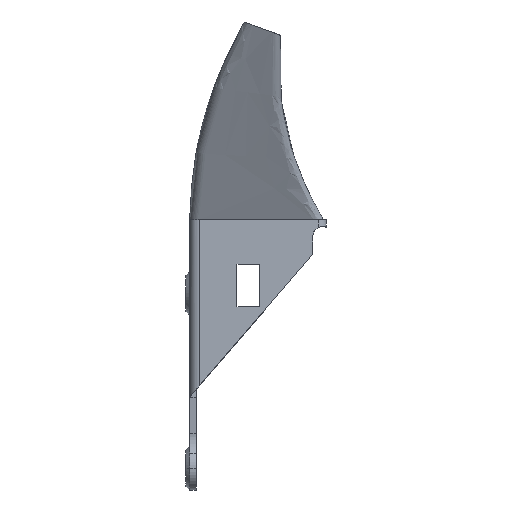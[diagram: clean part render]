
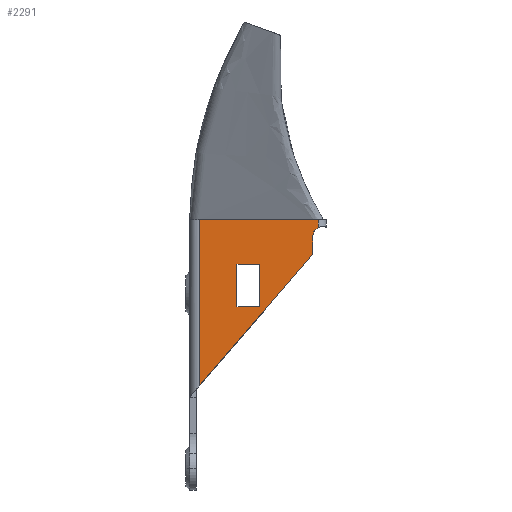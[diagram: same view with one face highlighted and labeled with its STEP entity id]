
A CAD part, front view. The second image highlights one B-rep face of the part: STEP entity #2291.
In plain terms, the highlighted planar face has unit normal (0, -1, 0).
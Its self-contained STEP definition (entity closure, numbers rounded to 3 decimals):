
#20 = CARTESIAN_POINT ( 'NONE',  ( 0.989, -6.2, 0.948 ) ) ;
#40 = DIRECTION ( 'NONE',  ( 0., 0., -1. ) ) ;
#59 = ORIENTED_EDGE ( 'NONE', *, *, #2838, .F. ) ;
#63 = ORIENTED_EDGE ( 'NONE', *, *, #1530, .T. ) ;
#73 = DIRECTION ( 'NONE',  ( 0., -1., 0. ) ) ;
#108 = CARTESIAN_POINT ( 'NONE',  ( -29.7, -6.2, 3. ) ) ;
#185 = CARTESIAN_POINT ( 'NONE',  ( -29.7, -6.2, -39.811 ) ) ;
#208 = VERTEX_POINT ( 'NONE', #1061 ) ;
#269 = LINE ( 'NONE', #974, #300 ) ;
#273 = CARTESIAN_POINT ( 'NONE',  ( -20., -6.2, -19.5 ) ) ;
#277 = VERTEX_POINT ( 'NONE', #605 ) ;
#300 = VECTOR ( 'NONE', #1229, 1000. ) ;
#310 = DIRECTION ( 'NONE',  ( 1., 0., 0. ) ) ;
#321 = CARTESIAN_POINT ( 'NONE',  ( 2.1, -6.2, -1.403 ) ) ;
#337 = CARTESIAN_POINT ( 'NONE',  ( 2.2, -6.2, 3. ) ) ;
#350 = VECTOR ( 'NONE', #2691, 1000. ) ;
#356 = AXIS2_PLACEMENT_3D ( 'NONE', #321, #73, #1995 ) ;
#367 = VERTEX_POINT ( 'NONE', #20 ) ;
#410 = LINE ( 'NONE', #618, #2983 ) ;
#414 = EDGE_CURVE ( 'NONE', #208, #583, #734, .T. ) ;
#426 = ORIENTED_EDGE ( 'NONE', *, *, #2470, .T. ) ;
#431 = VERTEX_POINT ( 'NONE', #2908 ) ;
#446 = CARTESIAN_POINT ( 'NONE',  ( -0.5, -6.2, -5.256 ) ) ;
#456 = VERTEX_POINT ( 'NONE', #687 ) ;
#460 = DIRECTION ( 'NONE',  ( 0., 0., -1. ) ) ;
#477 = FACE_OUTER_BOUND ( 'NONE', #2610, .T. ) ;
#515 = EDGE_CURVE ( 'NONE', #2552, #2295, #269, .T. ) ;
#527 = CARTESIAN_POINT ( 'NONE',  ( -0.5, -6.2, -1.403 ) ) ;
#534 = DIRECTION ( 'NONE',  ( -1., 0., 0. ) ) ;
#571 = LINE ( 'NONE', #1492, #1209 ) ;
#573 = EDGE_CURVE ( 'NONE', #2895, #2295, #1915, .T. ) ;
#583 = VERTEX_POINT ( 'NONE', #2030 ) ;
#605 = CARTESIAN_POINT ( 'NONE',  ( -0.3, -6.2, 3. ) ) ;
#618 = CARTESIAN_POINT ( 'NONE',  ( -0.5, -6.2, -6. ) ) ;
#687 = CARTESIAN_POINT ( 'NONE',  ( -20., -6.2, -8.5 ) ) ;
#695 = VECTOR ( 'NONE', #2935, 1000. ) ;
#729 = DIRECTION ( 'NONE',  ( 0., 1., 0. ) ) ;
#734 = LINE ( 'NONE', #2642, #350 ) ;
#860 = ORIENTED_EDGE ( 'NONE', *, *, #573, .T. ) ;
#951 = VECTOR ( 'NONE', #460, 1000. ) ;
#974 = CARTESIAN_POINT ( 'NONE',  ( -0.5, -6.2, -1.403 ) ) ;
#990 = DIRECTION ( 'NONE',  ( 1., 0., 0. ) ) ;
#1004 = ORIENTED_EDGE ( 'NONE', *, *, #515, .F. ) ;
#1040 = LINE ( 'NONE', #337, #1403 ) ;
#1042 = ORIENTED_EDGE ( 'NONE', *, *, #414, .F. ) ;
#1061 = CARTESIAN_POINT ( 'NONE',  ( -14.3, -6.2, -19.5 ) ) ;
#1209 = VECTOR ( 'NONE', #990, 1000. ) ;
#1229 = DIRECTION ( 'NONE',  ( 0., 0., -1. ) ) ;
#1309 = CIRCLE ( 'NONE', #356, 2.6 ) ;
#1350 = VERTEX_POINT ( 'NONE', #2713 ) ;
#1373 = EDGE_CURVE ( 'NONE', #431, #277, #1040, .T. ) ;
#1402 = LINE ( 'NONE', #2150, #1863 ) ;
#1403 = VECTOR ( 'NONE', #310, 1000. ) ;
#1414 = ORIENTED_EDGE ( 'NONE', *, *, #2551, .F. ) ;
#1489 = ORIENTED_EDGE ( 'NONE', *, *, #2784, .F. ) ;
#1492 = CARTESIAN_POINT ( 'NONE',  ( 2.2, -6.2, 3. ) ) ;
#1497 = DIRECTION ( 'NONE',  ( 0., 0., 1. ) ) ;
#1505 = CARTESIAN_POINT ( 'NONE',  ( -2.5, -6.2, -5.256 ) ) ;
#1530 = EDGE_CURVE ( 'NONE', #2748, #2895, #410, .T. ) ;
#1538 = ORIENTED_EDGE ( 'NONE', *, *, #1373, .F. ) ;
#1714 = LINE ( 'NONE', #2189, #2216 ) ;
#1736 = DIRECTION ( 'NONE',  ( 0., -1., 0. ) ) ;
#1807 = EDGE_CURVE ( 'NONE', #367, #2552, #1309, .T. ) ;
#1810 = AXIS2_PLACEMENT_3D ( 'NONE', #1505, #1736, #534 ) ;
#1836 = ORIENTED_EDGE ( 'NONE', *, *, #1807, .F. ) ;
#1849 = EDGE_CURVE ( 'NONE', #431, #2748, #2974, .T. ) ;
#1861 = AXIS2_PLACEMENT_3D ( 'NONE', #2378, #729, #2871 ) ;
#1863 = VECTOR ( 'NONE', #2375, 1000. ) ;
#1870 = LINE ( 'NONE', #2885, #951 ) ;
#1915 = CIRCLE ( 'NONE', #1810, 2. ) ;
#1953 = CARTESIAN_POINT ( 'NONE',  ( -14.3, -6.2, -8.5 ) ) ;
#1983 = CARTESIAN_POINT ( 'NONE',  ( -0.986, -6.2, -6.563 ) ) ;
#1995 = DIRECTION ( 'NONE',  ( 1., 0., 0. ) ) ;
#2030 = CARTESIAN_POINT ( 'NONE',  ( -14.3, -6.2, -8.5 ) ) ;
#2134 = ORIENTED_EDGE ( 'NONE', *, *, #1849, .T. ) ;
#2139 = PLANE ( 'NONE',  #1861 ) ;
#2150 = CARTESIAN_POINT ( 'NONE',  ( -20., -6.2, -19.5 ) ) ;
#2189 = CARTESIAN_POINT ( 'NONE',  ( 0.989, -6.2, 3. ) ) ;
#2216 = VECTOR ( 'NONE', #1497, 1000. ) ;
#2291 = ADVANCED_FACE ( 'NONE', ( #2619, #477 ), #2139, .F. ) ;
#2295 = VERTEX_POINT ( 'NONE', #446 ) ;
#2307 = DIRECTION ( 'NONE',  ( 0.654, 0., 0.757 ) ) ;
#2375 = DIRECTION ( 'NONE',  ( 1., 0., 0. ) ) ;
#2378 = CARTESIAN_POINT ( 'NONE',  ( 2.2, -6.2, 3. ) ) ;
#2470 = EDGE_CURVE ( 'NONE', #367, #1350, #1714, .T. ) ;
#2551 = EDGE_CURVE ( 'NONE', #583, #456, #2699, .T. ) ;
#2552 = VERTEX_POINT ( 'NONE', #527 ) ;
#2610 = EDGE_LOOP ( 'NONE', ( #63, #860, #1004, #1836, #426, #2724, #1538, #2134 ) ) ;
#2619 = FACE_BOUND ( 'NONE', #2685, .T. ) ;
#2642 = CARTESIAN_POINT ( 'NONE',  ( -14.3, -6.2, -19.5 ) ) ;
#2685 = EDGE_LOOP ( 'NONE', ( #59, #1489, #1414, #1042 ) ) ;
#2691 = DIRECTION ( 'NONE',  ( 0., 0., 1. ) ) ;
#2699 = LINE ( 'NONE', #1953, #695 ) ;
#2713 = CARTESIAN_POINT ( 'NONE',  ( 0.989, -6.2, 3. ) ) ;
#2724 = ORIENTED_EDGE ( 'NONE', *, *, #3068, .F. ) ;
#2748 = VERTEX_POINT ( 'NONE', #185 ) ;
#2784 = EDGE_CURVE ( 'NONE', #456, #3087, #1870, .T. ) ;
#2838 = EDGE_CURVE ( 'NONE', #3087, #208, #1402, .T. ) ;
#2871 = DIRECTION ( 'NONE',  ( -1., 0., 0. ) ) ;
#2885 = CARTESIAN_POINT ( 'NONE',  ( -20., -6.2, -8.5 ) ) ;
#2895 = VERTEX_POINT ( 'NONE', #1983 ) ;
#2908 = CARTESIAN_POINT ( 'NONE',  ( -29.7, -6.2, 3. ) ) ;
#2935 = DIRECTION ( 'NONE',  ( -1., 0., 0. ) ) ;
#2974 = LINE ( 'NONE', #108, #3032 ) ;
#2983 = VECTOR ( 'NONE', #2307, 1000. ) ;
#3032 = VECTOR ( 'NONE', #40, 1000. ) ;
#3068 = EDGE_CURVE ( 'NONE', #277, #1350, #571, .T. ) ;
#3087 = VERTEX_POINT ( 'NONE', #273 ) ;
